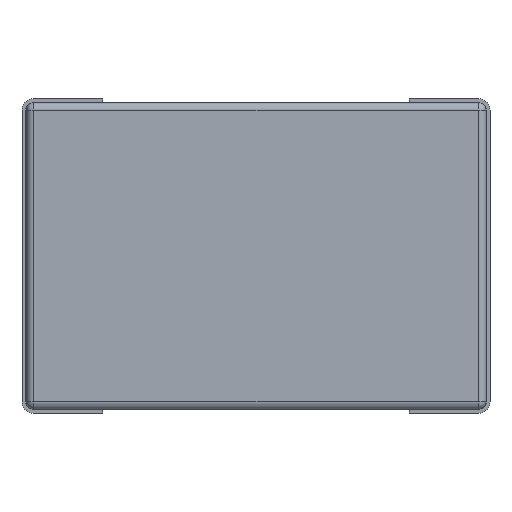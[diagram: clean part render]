
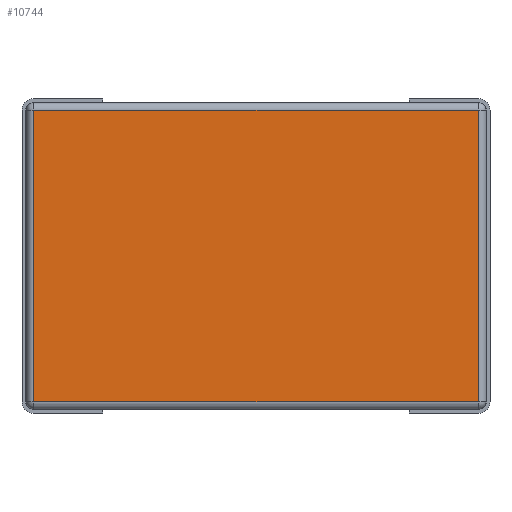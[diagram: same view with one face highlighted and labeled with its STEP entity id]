
A CAD part, left-side view. The second image highlights one B-rep face of the part: STEP entity #10744.
In plain terms, the highlighted planar face has unit normal (-1, 0, 0).
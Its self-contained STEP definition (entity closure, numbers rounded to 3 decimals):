
#725 = CARTESIAN_POINT ( 'NONE',  ( -1., 0.58, 0.78 ) ) ;
#1218 = DIRECTION ( 'NONE',  ( 0., -1., 0. ) ) ;
#1732 = CARTESIAN_POINT ( 'NONE',  ( -1., 0.58, 0.02 ) ) ;
#2729 = ORIENTED_EDGE ( 'NONE', *, *, #11737, .T. ) ;
#2886 = AXIS2_PLACEMENT_3D ( 'NONE', #10387, #10488, #16394 ) ;
#3749 = LINE ( 'NONE', #9628, #16237 ) ;
#4890 = EDGE_LOOP ( 'NONE', ( #7362, #9851, #9360, #2729 ) ) ;
#5129 = LINE ( 'NONE', #6572, #7287 ) ;
#5951 = VERTEX_POINT ( 'NONE', #725 ) ;
#6572 = CARTESIAN_POINT ( 'NONE',  ( -1., 0.6, 0.78 ) ) ;
#6750 = DIRECTION ( 'NONE',  ( 0., 0., 1. ) ) ;
#7287 = VECTOR ( 'NONE', #9368, 1000. ) ;
#7362 = ORIENTED_EDGE ( 'NONE', *, *, #7711, .T. ) ;
#7711 = EDGE_CURVE ( 'NONE', #10063, #12479, #3749, .T. ) ;
#7926 = VERTEX_POINT ( 'NONE', #1732 ) ;
#8764 = EDGE_CURVE ( 'NONE', #5951, #7926, #16500, .T. ) ;
#9328 = DIRECTION ( 'NONE',  ( 0., 0., -1. ) ) ;
#9360 = ORIENTED_EDGE ( 'NONE', *, *, #8764, .T. ) ;
#9368 = DIRECTION ( 'NONE',  ( 0., 1., 0. ) ) ;
#9628 = CARTESIAN_POINT ( 'NONE',  ( -1., -0.58, 0.8 ) ) ;
#9698 = VECTOR ( 'NONE', #9328, 1000. ) ;
#9851 = ORIENTED_EDGE ( 'NONE', *, *, #16216, .T. ) ;
#9936 = VECTOR ( 'NONE', #1218, 1000. ) ;
#10063 = VERTEX_POINT ( 'NONE', #14776 ) ;
#10077 = CARTESIAN_POINT ( 'NONE',  ( -1., 0.6, 0.02 ) ) ;
#10387 = CARTESIAN_POINT ( 'NONE',  ( -1., 0.6, 0.8 ) ) ;
#10488 = DIRECTION ( 'NONE',  ( 1., 0., 0. ) ) ;
#10744 = ADVANCED_FACE ( 'NONE', ( #14096 ), #18692, .F. ) ;
#11737 = EDGE_CURVE ( 'NONE', #7926, #10063, #14463, .T. ) ;
#12138 = CARTESIAN_POINT ( 'NONE',  ( -1., 0.58, 0.8 ) ) ;
#12479 = VERTEX_POINT ( 'NONE', #16881 ) ;
#14096 = FACE_OUTER_BOUND ( 'NONE', #4890, .T. ) ;
#14463 = LINE ( 'NONE', #10077, #9936 ) ;
#14776 = CARTESIAN_POINT ( 'NONE',  ( -1., -0.58, 0.02 ) ) ;
#16216 = EDGE_CURVE ( 'NONE', #12479, #5951, #5129, .T. ) ;
#16237 = VECTOR ( 'NONE', #6750, 1000. ) ;
#16394 = DIRECTION ( 'NONE',  ( 0., 1., 0. ) ) ;
#16500 = LINE ( 'NONE', #12138, #9698 ) ;
#16881 = CARTESIAN_POINT ( 'NONE',  ( -1., -0.58, 0.78 ) ) ;
#18692 = PLANE ( 'NONE',  #2886 ) ;
